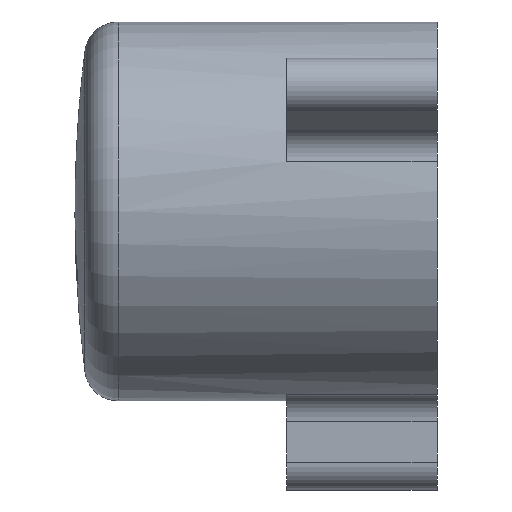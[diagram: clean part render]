
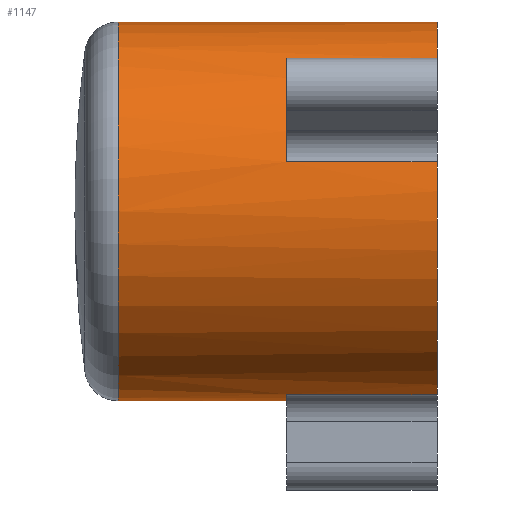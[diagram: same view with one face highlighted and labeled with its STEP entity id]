
A CAD part, left-side view. The second image highlights one B-rep face of the part: STEP entity #1147.
In plain terms, the highlighted cylindrical face has radius 3.4 mm (diameter 6.8 mm), a partial arc.
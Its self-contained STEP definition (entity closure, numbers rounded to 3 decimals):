
#9 = DIRECTION ( 'NONE',  ( 0., 0., 1. ) ) ;
#34 = AXIS2_PLACEMENT_3D ( 'NONE', #733, #236, #428 ) ;
#44 = VERTEX_POINT ( 'NONE', #1032 ) ;
#45 = EDGE_CURVE ( 'NONE', #427, #232, #328, .T. ) ;
#64 = EDGE_CURVE ( 'NONE', #176, #232, #1253, .T. ) ;
#82 = VERTEX_POINT ( 'NONE', #767 ) ;
#112 = CARTESIAN_POINT ( 'NONE',  ( -0.872, 2.7, -3.286 ) ) ;
#131 = CARTESIAN_POINT ( 'NONE',  ( 0., 5.726, 0. ) ) ;
#160 = VECTOR ( 'NONE', #944, 1000. ) ;
#169 = CARTESIAN_POINT ( 'NONE',  ( -0.872, 0., -3.286 ) ) ;
#176 = VERTEX_POINT ( 'NONE', #445 ) ;
#204 = CIRCLE ( 'NONE', #753, 3.4 ) ;
#208 = AXIS2_PLACEMENT_3D ( 'NONE', #496, #986, #589 ) ;
#228 = DIRECTION ( 'NONE',  ( 0., 0., -1. ) ) ;
#232 = VERTEX_POINT ( 'NONE', #889 ) ;
#236 = DIRECTION ( 'NONE',  ( 0., -1., 0. ) ) ;
#268 = DIRECTION ( 'NONE',  ( 0., -1., 0. ) ) ;
#300 = ORIENTED_EDGE ( 'NONE', *, *, #64, .F. ) ;
#315 = VERTEX_POINT ( 'NONE', #112 ) ;
#323 = ORIENTED_EDGE ( 'NONE', *, *, #45, .T. ) ;
#328 = CIRCLE ( 'NONE', #499, 3.4 ) ;
#347 = VECTOR ( 'NONE', #268, 1000. ) ;
#353 = EDGE_CURVE ( 'NONE', #176, #82, #1200, .T. ) ;
#368 = DIRECTION ( 'NONE',  ( 0., -1., 0. ) ) ;
#390 = ORIENTED_EDGE ( 'NONE', *, *, #1065, .F. ) ;
#391 = LINE ( 'NONE', #793, #558 ) ;
#427 = VERTEX_POINT ( 'NONE', #1022 ) ;
#428 = DIRECTION ( 'NONE',  ( 0., 0., -1. ) ) ;
#445 = CARTESIAN_POINT ( 'NONE',  ( 0., 5.726, 3.4 ) ) ;
#463 = ORIENTED_EDGE ( 'NONE', *, *, #1239, .T. ) ;
#483 = ORIENTED_EDGE ( 'NONE', *, *, #353, .T. ) ;
#487 = LINE ( 'NONE', #1099, #1073 ) ;
#496 = CARTESIAN_POINT ( 'NONE',  ( 0., 2.7, 0. ) ) ;
#499 = AXIS2_PLACEMENT_3D ( 'NONE', #1105, #526, #646 ) ;
#511 = ORIENTED_EDGE ( 'NONE', *, *, #925, .T. ) ;
#526 = DIRECTION ( 'NONE',  ( 0., 1., 0. ) ) ;
#540 = CIRCLE ( 'NONE', #208, 3.4 ) ;
#558 = VECTOR ( 'NONE', #1301, 1000. ) ;
#586 = LINE ( 'NONE', #1080, #347 ) ;
#589 = DIRECTION ( 'NONE',  ( 0., 0., 1. ) ) ;
#613 = CARTESIAN_POINT ( 'NONE',  ( 0., 2.7, 0. ) ) ;
#618 = EDGE_CURVE ( 'NONE', #315, #44, #540, .T. ) ;
#631 = EDGE_CURVE ( 'NONE', #935, #1052, #994, .T. ) ;
#646 = DIRECTION ( 'NONE',  ( 0., 0., 1. ) ) ;
#671 = CARTESIAN_POINT ( 'NONE',  ( -3.282, 0., 0.888 ) ) ;
#681 = CARTESIAN_POINT ( 'NONE',  ( -2.41, 2.7, 2.398 ) ) ;
#689 = AXIS2_PLACEMENT_3D ( 'NONE', #131, #820, #228 ) ;
#703 = DIRECTION ( 'NONE',  ( 0., -1., 0. ) ) ;
#733 = CARTESIAN_POINT ( 'NONE',  ( 0., 6.5, 0. ) ) ;
#753 = AXIS2_PLACEMENT_3D ( 'NONE', #808, #1112, #9 ) ;
#767 = CARTESIAN_POINT ( 'NONE',  ( 0., 5.726, -3.4 ) ) ;
#772 = AXIS2_PLACEMENT_3D ( 'NONE', #613, #703, #904 ) ;
#782 = DIRECTION ( 'NONE',  ( 0., 1., 0. ) ) ;
#793 = CARTESIAN_POINT ( 'NONE',  ( -2.41, 6.5, 2.398 ) ) ;
#808 = CARTESIAN_POINT ( 'NONE',  ( 0., 0., 0. ) ) ;
#820 = DIRECTION ( 'NONE',  ( 0., -1., 0. ) ) ;
#845 = CYLINDRICAL_SURFACE ( 'NONE', #34, 3.4 ) ;
#850 = CARTESIAN_POINT ( 'NONE',  ( 0., 6.5, 3.4 ) ) ;
#879 = EDGE_LOOP ( 'NONE', ( #300, #483, #463, #1266, #511, #1059, #1220, #390, #1185, #323 ) ) ;
#889 = CARTESIAN_POINT ( 'NONE',  ( 0., 0., 3.4 ) ) ;
#904 = DIRECTION ( 'NONE',  ( 0.866, 0., -0.5 ) ) ;
#921 = CARTESIAN_POINT ( 'NONE',  ( -3.282, 2.7, 0.888 ) ) ;
#925 = EDGE_CURVE ( 'NONE', #315, #1224, #586, .T. ) ;
#935 = VERTEX_POINT ( 'NONE', #671 ) ;
#944 = DIRECTION ( 'NONE',  ( 0., -1., 0. ) ) ;
#967 = EDGE_CURVE ( 'NONE', #1251, #427, #391, .T. ) ;
#986 = DIRECTION ( 'NONE',  ( 0., -1., 0. ) ) ;
#994 = LINE ( 'NONE', #1193, #1282 ) ;
#1006 = CIRCLE ( 'NONE', #772, 3.4 ) ;
#1022 = CARTESIAN_POINT ( 'NONE',  ( -2.41, 0., 2.398 ) ) ;
#1032 = CARTESIAN_POINT ( 'NONE',  ( 0., 2.7, -3.4 ) ) ;
#1033 = FACE_OUTER_BOUND ( 'NONE', #879, .T. ) ;
#1052 = VERTEX_POINT ( 'NONE', #921 ) ;
#1059 = ORIENTED_EDGE ( 'NONE', *, *, #1067, .T. ) ;
#1065 = EDGE_CURVE ( 'NONE', #1251, #1052, #1006, .T. ) ;
#1067 = EDGE_CURVE ( 'NONE', #1224, #935, #204, .T. ) ;
#1073 = VECTOR ( 'NONE', #368, 1000. ) ;
#1080 = CARTESIAN_POINT ( 'NONE',  ( -0.872, 6.5, -3.286 ) ) ;
#1099 = CARTESIAN_POINT ( 'NONE',  ( 0., 6.5, -3.4 ) ) ;
#1105 = CARTESIAN_POINT ( 'NONE',  ( 0., 0., 0. ) ) ;
#1112 = DIRECTION ( 'NONE',  ( 0., 1., 0. ) ) ;
#1147 = ADVANCED_FACE ( 'NONE', ( #1033 ), #845, .T. ) ;
#1185 = ORIENTED_EDGE ( 'NONE', *, *, #967, .T. ) ;
#1193 = CARTESIAN_POINT ( 'NONE',  ( -3.282, 6.5, 0.888 ) ) ;
#1200 = CIRCLE ( 'NONE', #689, 3.4 ) ;
#1220 = ORIENTED_EDGE ( 'NONE', *, *, #631, .T. ) ;
#1224 = VERTEX_POINT ( 'NONE', #169 ) ;
#1239 = EDGE_CURVE ( 'NONE', #82, #44, #487, .T. ) ;
#1251 = VERTEX_POINT ( 'NONE', #681 ) ;
#1253 = LINE ( 'NONE', #850, #160 ) ;
#1266 = ORIENTED_EDGE ( 'NONE', *, *, #618, .F. ) ;
#1282 = VECTOR ( 'NONE', #782, 1000. ) ;
#1301 = DIRECTION ( 'NONE',  ( 0., -1., 0. ) ) ;
